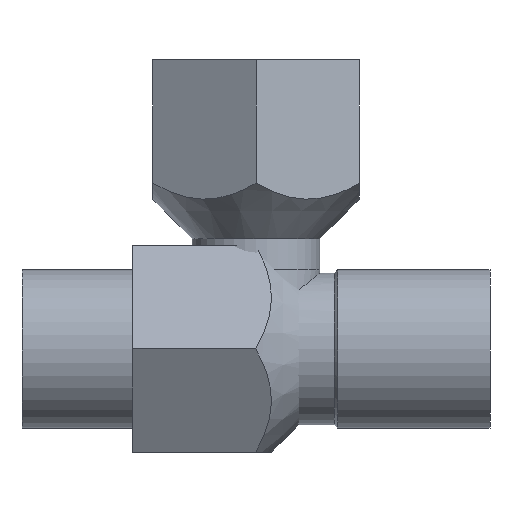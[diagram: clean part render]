
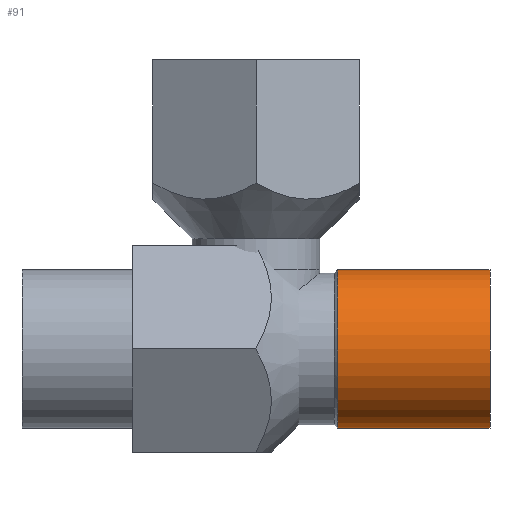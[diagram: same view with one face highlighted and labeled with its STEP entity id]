
A CAD part, left-side view. The second image highlights one B-rep face of the part: STEP entity #91.
In plain terms, the highlighted cylindrical face has radius 11.5 mm (diameter 23 mm), a full revolution.
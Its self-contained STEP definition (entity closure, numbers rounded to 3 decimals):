
#91 = ADVANCED_FACE( '', ( #195, #196 ), #197, .T. );
#195 = FACE_OUTER_BOUND( '', #309, .T. );
#196 = FACE_OUTER_BOUND( '', #310, .T. );
#197 = CYLINDRICAL_SURFACE( '', #311, 11.5 );
#309 = EDGE_LOOP( '', ( #452 ) );
#310 = EDGE_LOOP( '', ( #453 ) );
#311 = AXIS2_PLACEMENT_3D( '', #454, #455, #456 );
#452 = ORIENTED_EDGE( '', *, *, #544, .T. );
#453 = ORIENTED_EDGE( '', *, *, #581, .T. );
#454 = CARTESIAN_POINT( '', ( 0., -11.4, 0. ) );
#455 = DIRECTION( '', ( 0., 1., 0. ) );
#456 = DIRECTION( '', ( 0., 0., -1. ) );
#544 = EDGE_CURVE( '', #609, #609, #610, .F. );
#581 = EDGE_CURVE( '', #668, #668, #669, .T. );
#609 = VERTEX_POINT( '', #704 );
#610 = CIRCLE( '', #705, 11.5 );
#668 = VERTEX_POINT( '', #893 );
#669 = CIRCLE( '', #894, 11.5 );
#704 = CARTESIAN_POINT( '', ( 0., -11.9, 11.5 ) );
#705 = AXIS2_PLACEMENT_3D( '', #979, #980, #981 );
#893 = CARTESIAN_POINT( '', ( 11.5, -34., 0. ) );
#894 = AXIS2_PLACEMENT_3D( '', #1029, #1030, #1031 );
#979 = CARTESIAN_POINT( '', ( 0., -11.9, 0. ) );
#980 = DIRECTION( '', ( 0., 1., 0. ) );
#981 = DIRECTION( '', ( 0., 0., 1. ) );
#1029 = CARTESIAN_POINT( '', ( 0., -34., 0. ) );
#1030 = DIRECTION( '', ( 0., 1., 0. ) );
#1031 = DIRECTION( '', ( 1., 0., 0. ) );
